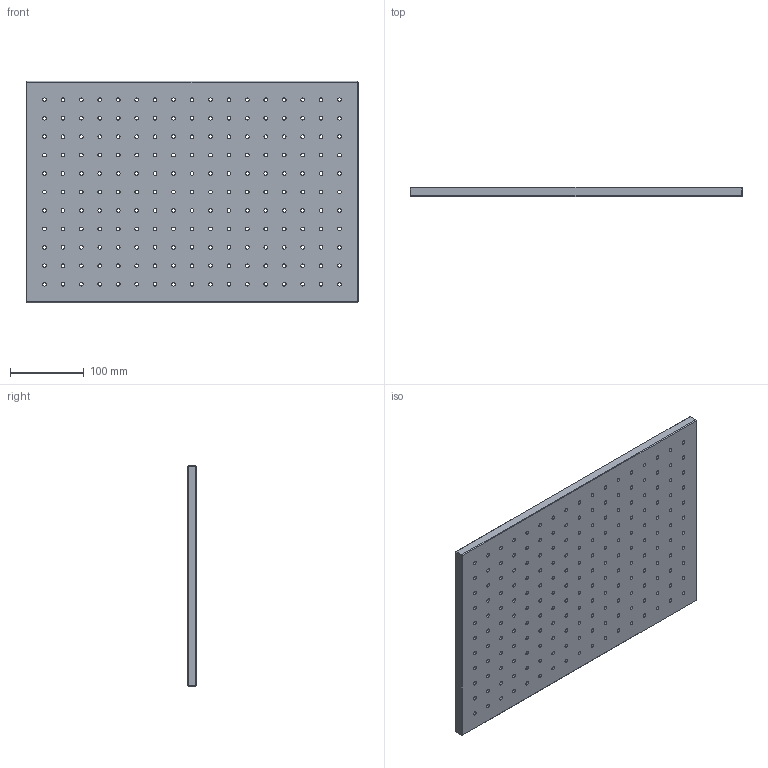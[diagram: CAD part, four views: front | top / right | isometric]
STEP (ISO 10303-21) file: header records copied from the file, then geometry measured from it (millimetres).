
FILE_DESCRIPTION (( 'STEP AP203' ), '1' );
FILE_NAME ('GCM-3005M 俋倰芞.STEP', '2017-01-24T07:39:52', ( 'Lxtx999.CoM' ), ( 'Lxtx999.CoM' ), 'SwSTEP 2.0', 'SolidWorks 2012', '' );
FILE_SCHEMA (( 'CONFIG_CONTROL_DESIGN' ));
Length unit declared in the file: millimetre
Products named in the file (1): GCM-3005M 俋倰芞
Bounding box: 450 x 12.7 x 300 mm (x, y, z)
Volume: 1666348.9 mm3; surface area: 317221.2 mm2
Topology: 1 solids, 1 shells, 400 faces, 1170 edges, 772 vertices
Faces by surface type: cylinder 374, plane 26
Entity records: 14515 total; most frequent: DIRECTION 2720, CARTESIAN_POINT 2343, ORIENTED_EDGE 2340, EDGE_CURVE 1170, AXIS2_PLACEMENT_3D 1149, EDGE_LOOP 774, VERTEX_POINT 772, CIRCLE 748
